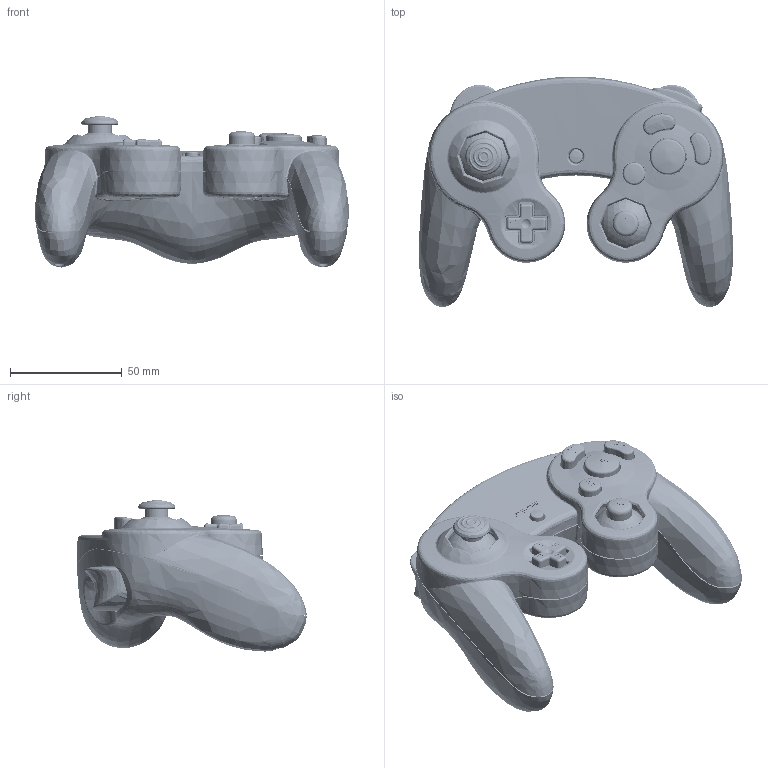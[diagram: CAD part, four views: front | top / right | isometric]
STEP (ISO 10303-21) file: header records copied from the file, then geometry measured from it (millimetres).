
FILE_DESCRIPTION (( 'STEP AP214' ), '1' );
FILE_NAME ('OEM GCC.STEP', '2021-09-15T16:04:30', ( 'Matt' ), ( '' ), 'SwSTEP 2.0', 'SolidWorks 2020', '' );
FILE_SCHEMA (( 'AUTOMOTIVE_DESIGN' ));
Length unit declared in the file: millimetre
Products named in the file (1): OEM GCC
Bounding box: 140.49 x 102.82 x 67.68 mm (x, y, z)
Volume: 143288.4 mm3; surface area: 167075.7 mm2
Topology: 31 solids, 31 shells, 6940 faces, 18798 edges, 12125 vertices
Faces by surface type: plane 2882, bspline 1862, cylinder 1199, cone 639, torus 230, sphere 128
Entity records: 407170 total; most frequent: CARTESIAN_POINT 251361, ORIENTED_EDGE 37564, DIRECTION 23860, EDGE_CURVE 18782, VERTEX_POINT 12125, AXIS2_PLACEMENT_3D 8421, B_SPLINE_CURVE_WITH_KNOTS 8092, EDGE_LOOP 7339
